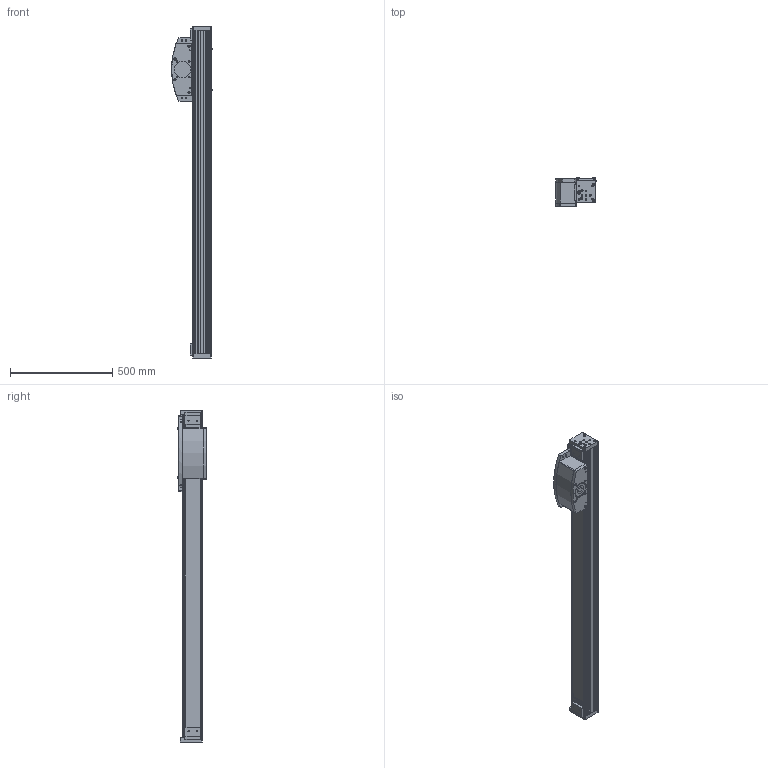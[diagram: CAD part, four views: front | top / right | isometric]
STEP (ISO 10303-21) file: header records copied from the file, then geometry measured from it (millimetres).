
FILE_DESCRIPTION(/* description */ ('STEP AP214'),/* implementation_level */ '2;1');
FILE_NAME(/* name */ '8082405_ELCC-TB-KF-90-1200-0H-P0-CR',/* time_stamp */ '2024-08-27T17:12:27+02:00',/* author */ ('License CC BY-ND 4.0'),/* organization */ ('CADENAS'),/* preprocessor_version */ 'ST-DEVELOPER v19.3',/* originating_system */ 'PARTsolutions',/* authorisation */ ' ');
FILE_SCHEMA (('AUTOMOTIVE_DESIGN {1 0 10303 214 3 1 1}'));
Length unit declared in the file: millimetre
Products named in the file (6): 8082405 ELCC-TB-KF-90-1200-0H-P0-CR---(0 high); 8060573 ELGC-TB-KF-90-1200-0---P0---(high)h; 8060573 ELCC-TB-KF-90---1---(high0)s; EGC-HD-220-TB__(CUP); 8137184 ZBH-9-B; ISO-4026 M5x6
Assembly tree (10 placements, depth 2):
  8082405 ELCC-TB-KF-90-1200-0H-P0-CR---(0 high)
    8060573 ELGC-TB-KF-90-1200-0---P0---(high)h
    8060573 ELCC-TB-KF-90---1---(high0)s
    EGC-HD-220-TB__(CUP)  x2
    8137184 ZBH-9-B  x4
    ISO-4026 M5x6  x2
Bounding box: 199.5 x 140.4 x 1624 mm (x, y, z)
Volume: 14740170.6 mm3; surface area: 1662660.8 mm2
Topology: 10 solids, 10 shells, 1099 faces, 2619 edges, 1684 vertices
Faces by surface type: plane 663, cylinder 261, cone 133, torus 42
Full cylindrical faces by diameter (mm): 4.134 x4, 4.917 x26, 5 x6, 5.5 x8, 6.647 x20, 7 x4, 8 x1, 9 x14, 10 x16, 11 x16, 16 x2, 18 x2, 23 x1, 44 x2, 70 x2, 80 x4
Entity records: 36061 total; most frequent: DIRECTION 4984, CARTESIAN_POINT 4952, ORIENTED_EDGE 4390, EDGE_CURVE 2195, AXIS2_PLACEMENT_3D 1742, VERTEX_POINT 1610, FACE_BOUND 1539, EDGE_LOOP 1502
